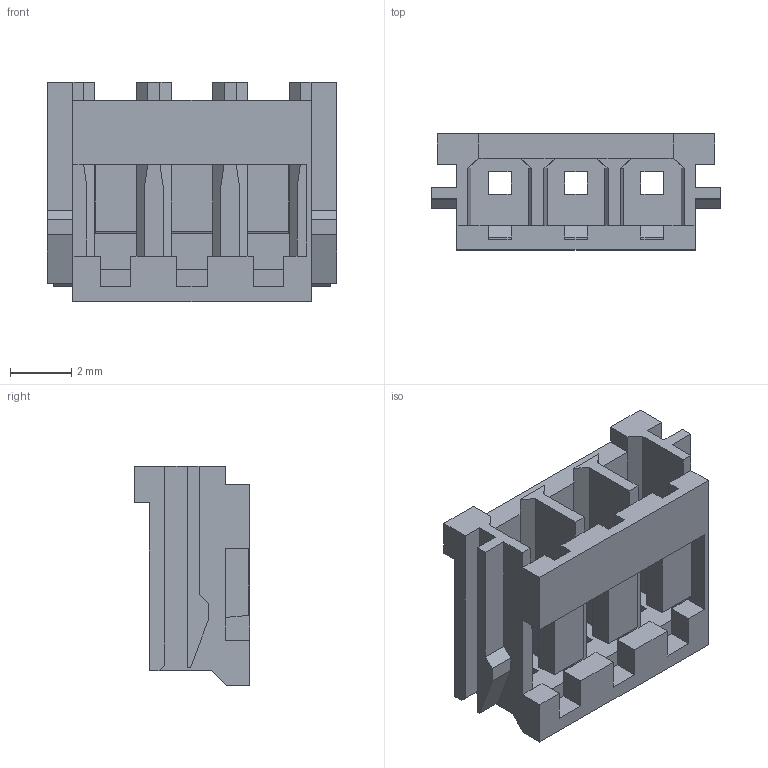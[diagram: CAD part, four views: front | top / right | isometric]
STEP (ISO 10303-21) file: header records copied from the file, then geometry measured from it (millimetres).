
FILE_DESCRIPTION( ( 'Unknown' ), '1' );
FILE_NAME( '688003113322.stp', 'Unknown', ( 'Unknown' ), ( 'Unknown' ), 'PSStep 21.0.46', 'Unknown', ' ' );
FILE_SCHEMA( ( 'AUTOMOTIVE_DESIGN { 1 0 10303 214 1 1 1 1 }' ) );
Length unit declared in the file: millimetre
Products named in the file (2): Assem1; 688003113322
Assembly tree (1 placements, depth 2):
  Assem1
    688003113322
Bounding box: 9.5 x 3.8 x 7.2 mm (x, y, z)
Volume: 84.7 mm3; surface area: 420.4 mm2
Topology: 1 solids, 1 shells, 167 faces, 459 edges, 288 vertices
Faces by surface type: plane 167
Entity records: 6519 total; most frequent: ORIENTED_EDGE 918, CARTESIAN_POINT 916, DIRECTION 797, EDGE_CURVE 459, LINE 459, VECTOR 459, VERTEX_POINT 288, EDGE_LOOP 173
